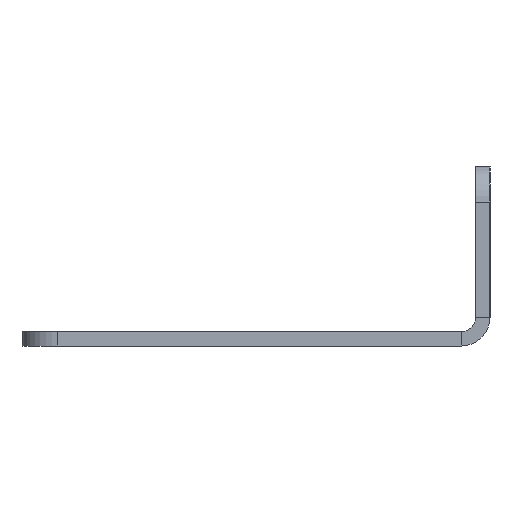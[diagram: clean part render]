
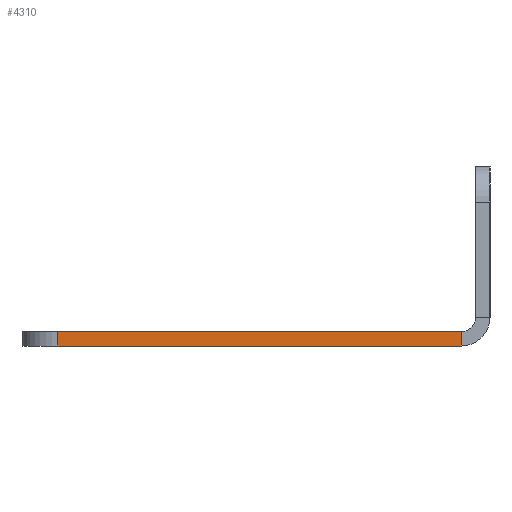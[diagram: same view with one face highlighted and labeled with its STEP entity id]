
A CAD part, left-side view. The second image highlights one B-rep face of the part: STEP entity #4310.
In plain terms, the highlighted planar face has unit normal (-1, 0, 0).
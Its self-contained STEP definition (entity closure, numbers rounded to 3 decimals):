
#407 = VERTEX_POINT ( 'NONE', #5311 ) ;
#515 = CARTESIAN_POINT ( 'NONE',  ( -100., 0., 2. ) ) ;
#557 = DIRECTION ( 'NONE',  ( 0., -1., 0. ) ) ;
#567 = ORIENTED_EDGE ( 'NONE', *, *, #7059, .T. ) ;
#887 = ORIENTED_EDGE ( 'NONE', *, *, #2102, .T. ) ;
#910 = CARTESIAN_POINT ( 'NONE',  ( -100., 60., 4. ) ) ;
#1497 = DIRECTION ( 'NONE',  ( 0., 0., 1. ) ) ;
#1707 = VERTEX_POINT ( 'NONE', #4822 ) ;
#1764 = CARTESIAN_POINT ( 'NONE',  ( -100., 4., 0. ) ) ;
#2102 = EDGE_CURVE ( 'NONE', #4118, #1707, #5911, .T. ) ;
#2429 = DIRECTION ( 'NONE',  ( 0., 0., 1. ) ) ;
#2610 = VECTOR ( 'NONE', #3860, 1000. ) ;
#2615 = VECTOR ( 'NONE', #2429, 1000. ) ;
#2797 = LINE ( 'NONE', #5042, #5826 ) ;
#2809 = ORIENTED_EDGE ( 'NONE', *, *, #4250, .T. ) ;
#3407 = LINE ( 'NONE', #515, #2610 ) ;
#3652 = DIRECTION ( 'NONE',  ( -1., 0., 0. ) ) ;
#3676 = AXIS2_PLACEMENT_3D ( 'NONE', #6525, #3652, #1497 ) ;
#3860 = DIRECTION ( 'NONE',  ( 0., -1., 0. ) ) ;
#4101 = VERTEX_POINT ( 'NONE', #4987 ) ;
#4118 = VERTEX_POINT ( 'NONE', #6724 ) ;
#4250 = EDGE_CURVE ( 'NONE', #4101, #407, #5199, .T. ) ;
#4310 = ADVANCED_FACE ( 'NONE', ( #5130 ), #4325, .T. ) ;
#4325 = PLANE ( 'NONE',  #3676 ) ;
#4345 = VECTOR ( 'NONE', #6546, 1000. ) ;
#4822 = CARTESIAN_POINT ( 'NONE',  ( -100., 60., 0. ) ) ;
#4987 = CARTESIAN_POINT ( 'NONE',  ( -100., 4., 0. ) ) ;
#5042 = CARTESIAN_POINT ( 'NONE',  ( -100., 0., 0. ) ) ;
#5130 = FACE_OUTER_BOUND ( 'NONE', #6540, .T. ) ;
#5199 = LINE ( 'NONE', #1764, #2615 ) ;
#5311 = CARTESIAN_POINT ( 'NONE',  ( -100., 4., 2. ) ) ;
#5529 = EDGE_CURVE ( 'NONE', #4118, #407, #3407, .T. ) ;
#5826 = VECTOR ( 'NONE', #557, 1000. ) ;
#5911 = LINE ( 'NONE', #910, #4345 ) ;
#6525 = CARTESIAN_POINT ( 'NONE',  ( -100., 2., 4. ) ) ;
#6540 = EDGE_LOOP ( 'NONE', ( #7084, #887, #567, #2809 ) ) ;
#6546 = DIRECTION ( 'NONE',  ( 0., 0., -1. ) ) ;
#6724 = CARTESIAN_POINT ( 'NONE',  ( -100., 60., 2. ) ) ;
#7059 = EDGE_CURVE ( 'NONE', #1707, #4101, #2797, .T. ) ;
#7084 = ORIENTED_EDGE ( 'NONE', *, *, #5529, .F. ) ;
